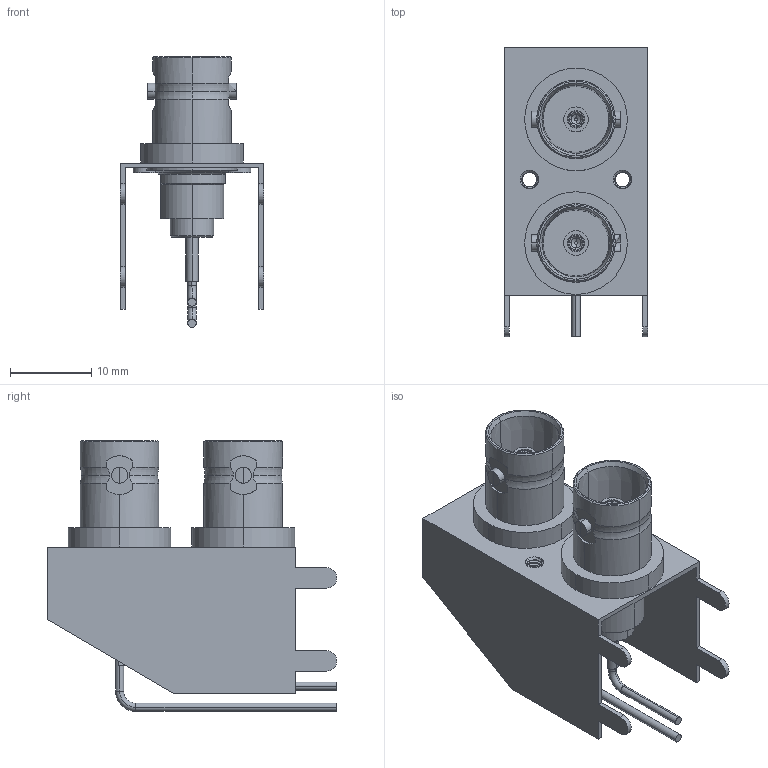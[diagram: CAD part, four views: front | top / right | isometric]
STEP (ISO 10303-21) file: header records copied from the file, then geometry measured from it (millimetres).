
FILE_DESCRIPTION(('STEP AP242'),'1');
FILE_NAME('73415-3980.stp','2023-01-25T15:58:33',('TraceParts'),('TraceParts S.A.'),'Spatial InterOp 3D',' ',' ');
FILE_SCHEMA(('AP242_MANAGED_MODEL_BASED_3D_ENGINEERING_MIM_LF {1 0 10303 442 1 1 4}'));
Length unit declared in the file: millimetre
Products named in the file (1): 73415-3980_1
Bounding box: 17.6 x 35.6 x 33.28 mm (x, y, z)
Volume: 2991.5 mm3; surface area: 5473.3 mm2
Topology: 1 solids, 3 shells, 407 faces, 1032 edges, 675 vertices
Faces by surface type: cylinder 204, plane 106, cone 63, torus 30, bspline 4
Full cylindrical faces by diameter (mm): 1.98 x1
Entity records: 14146 total; most frequent: CARTESIAN_POINT 4301, DIRECTION 2098, ORIENTED_EDGE 2024, EDGE_CURVE 1012, AXIS2_PLACEMENT_3D 832, VERTEX_POINT 635, EDGE_LOOP 439, LINE 434
